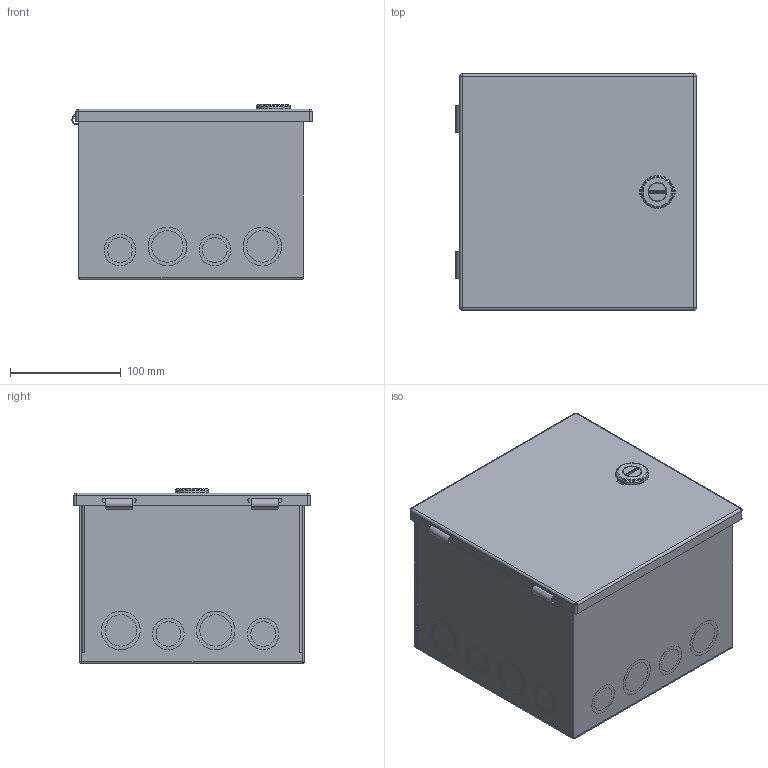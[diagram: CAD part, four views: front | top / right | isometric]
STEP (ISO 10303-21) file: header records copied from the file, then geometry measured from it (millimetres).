
FILE_DESCRIPTION(/* description */ ('1100E 8" x 8" x 6" Assembly'),/* implementation_level */ '2;1');
FILE_NAME(/* name */ '1100E080806.stp',/* time_stamp */ '2025-05-29T14:58:39-04:00',/* author */ ('BoxCad'),/* organization */ (''),/* preprocessor_version */ 'ST-DEVELOPER v20',/* originating_system */ 'Autodesk Inventor 2024',/* authorisation */ '');
FILE_SCHEMA (('AUTOMOTIVE_DESIGN { 1 0 10303 214 3 1 1 }'));
Products named in the file (12): 1100E080806; 1100E080806B; 1100E080806B-P; 1100E080806C; 1100E080806C-P; STK-P-02400S; STK-Q-33361; STK-S-00800; STK-S-00900; STK-A-880SCQ1-SL-1; STK-Q-78631; STK-Q-78644
Assembly tree (13 placements, depth 4):
  1100E080806
    1100E080806B
      1100E080806B-P
      STK-P-02400S
    1100E080806C
      1100E080806C-P
      STK-P-02400S
      STK-Q-33361  x2
      STK-S-00800
      STK-S-00900
      STK-A-880SCQ1-SL-1
        STK-Q-78631
        STK-Q-78644
Bounding box: 217.01 x 213.36 x 158.72 mm (x, y, z)
Volume: 329241.2 mm3; surface area: 488058.8 mm2
Topology: 8 solids, 8 shells, 3825 faces, 10016 edges, 6359 vertices
Faces by surface type: plane 2070, bspline 902, cylinder 664, torus 106, sphere 83
Full cylindrical faces by diameter (mm): 0.762 x1, 1.1 x1, 1.3 x1, 4.496 x2, 7.366 x4, 7.925 x1, 9.525 x1, 27 x1, 29 x1, 30 x1, 31.75 x1
Entity records: 124803 total; most frequent: CARTESIAN_POINT 35875, ORIENTED_EDGE 19450, DIRECTION 15324, EDGE_CURVE 9725, LINE 6424, VECTOR 6424, VERTEX_POINT 6221, AXIS2_PLACEMENT_3D 4450
